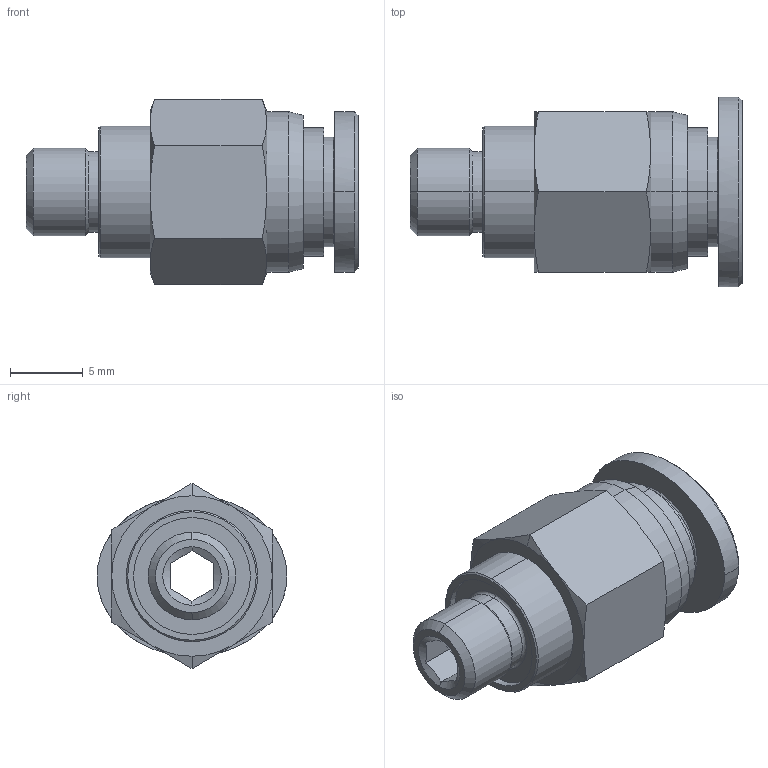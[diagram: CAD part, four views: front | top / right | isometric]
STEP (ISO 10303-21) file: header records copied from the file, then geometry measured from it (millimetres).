
FILE_DESCRIPTION((''),'2;1');
FILE_NAME('GPC 06M6(3D).stp','2012-12-20T13:58:22',(''),(''),'Mechanical Desktop.R8.0.24.0','Mechanical Desktop.R8.0.24.0',', , ');
FILE_SCHEMA(('CONFIG_CONTROL_DESIGN'));
Length unit declared in the file: millimetre
Products named in the file (2): GPC 06M6(3D); ºÎÇ°1
Assembly tree (1 placements, depth 2):
  GPC 06M6(3D)
    ºÎÇ°1
Bounding box: 22.75 x 13 x 12.7 mm (x, y, z)
Volume: 1185.9 mm3; surface area: 1407.2 mm2
Topology: 1 solids, 1 shells, 272 faces, 723 edges, 470 vertices
Faces by surface type: plane 185, bspline 32, cone 28, cylinder 27
Entity records: 9300 total; most frequent: CARTESIAN_POINT 2533, ORIENTED_EDGE 1446, DIRECTION 1303, EDGE_CURVE 723, VECTOR 551, LINE 551, VERTEX_POINT 470, AXIS2_PLACEMENT_3D 376
